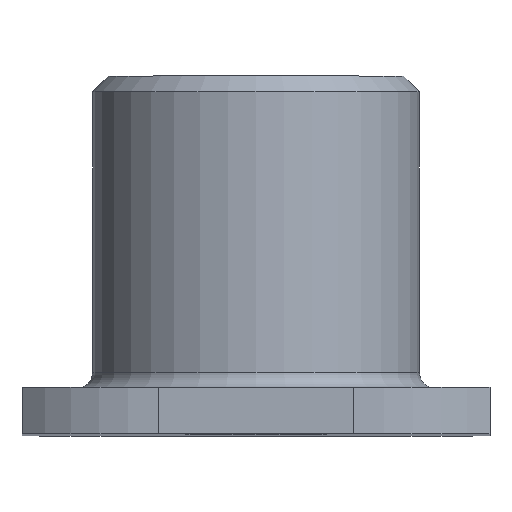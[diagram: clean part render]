
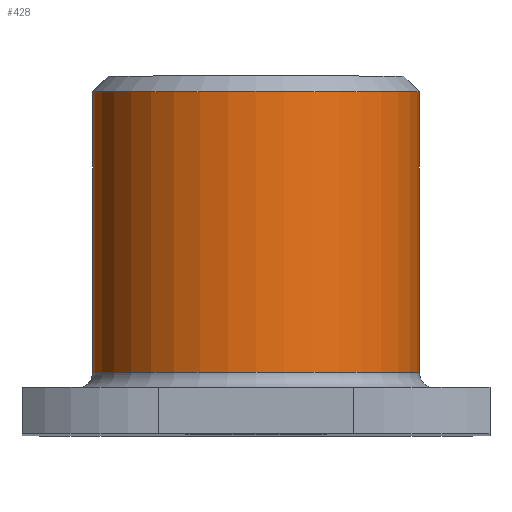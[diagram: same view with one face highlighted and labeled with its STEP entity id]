
A CAD part, top view. The second image highlights one B-rep face of the part: STEP entity #428.
In plain terms, the highlighted cylindrical face has radius 10.477 mm (diameter 20.955 mm), a full revolution.
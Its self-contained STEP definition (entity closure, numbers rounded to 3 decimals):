
#35=LINE('',#677,#71);
#71=VECTOR('',#541,10.478);
#107=CYLINDRICAL_SURFACE('',#477,10.478);
#118=FACE_OUTER_BOUND('',#143,.T.);
#143=EDGE_LOOP('',(#307,#308,#309,#310,#311,#312));
#173=CIRCLE('',#473,10.478);
#176=CIRCLE('',#476,10.478);
#177=CIRCLE('',#478,10.478);
#178=CIRCLE('',#479,10.478);
#199=VERTEX_POINT('',#665);
#200=VERTEX_POINT('',#666);
#202=VERTEX_POINT('',#673);
#203=VERTEX_POINT('',#674);
#240=EDGE_CURVE('',#199,#200,#173,.T.);
#243=EDGE_CURVE('',#200,#199,#176,.T.);
#244=EDGE_CURVE('',#202,#203,#177,.T.);
#245=EDGE_CURVE('',#203,#202,#178,.T.);
#246=EDGE_CURVE('',#203,#199,#35,.T.);
#307=ORIENTED_EDGE('',*,*,#244,.F.);
#308=ORIENTED_EDGE('',*,*,#245,.F.);
#309=ORIENTED_EDGE('',*,*,#246,.T.);
#310=ORIENTED_EDGE('',*,*,#243,.F.);
#311=ORIENTED_EDGE('',*,*,#240,.F.);
#312=ORIENTED_EDGE('',*,*,#246,.F.);
#428=ADVANCED_FACE('',(#118),#107,.T.);
#473=AXIS2_PLACEMENT_3D('',#667,#527,#528);
#476=AXIS2_PLACEMENT_3D('',#671,#533,#534);
#477=AXIS2_PLACEMENT_3D('',#672,#535,#536);
#478=AXIS2_PLACEMENT_3D('',#675,#537,#538);
#479=AXIS2_PLACEMENT_3D('',#676,#539,#540);
#527=DIRECTION('center_axis',(0.,-1.,0.));
#528=DIRECTION('ref_axis',(-1.,0.,0.));
#533=DIRECTION('center_axis',(0.,-1.,0.));
#534=DIRECTION('ref_axis',(-1.,0.,0.));
#535=DIRECTION('center_axis',(0.,1.,0.));
#536=DIRECTION('ref_axis',(1.,0.,0.));
#537=DIRECTION('center_axis',(0.,1.,0.));
#538=DIRECTION('ref_axis',(-1.,0.,0.));
#539=DIRECTION('center_axis',(0.,1.,0.));
#540=DIRECTION('ref_axis',(-1.,0.,0.));
#541=DIRECTION('',(0.,-1.,0.));
#665=CARTESIAN_POINT('',(-10.478,1.,0.));
#666=CARTESIAN_POINT('',(0.,1.,10.478));
#667=CARTESIAN_POINT('Origin',(0.,1.,0.));
#671=CARTESIAN_POINT('Origin',(0.,1.,0.));
#672=CARTESIAN_POINT('Origin',(0.,0.,0.));
#673=CARTESIAN_POINT('',(10.478,19.,0.));
#674=CARTESIAN_POINT('',(-10.478,19.,0.));
#675=CARTESIAN_POINT('Origin',(0.,19.,0.));
#676=CARTESIAN_POINT('Origin',(0.,19.,0.));
#677=CARTESIAN_POINT('',(-10.478,0.,0.));
